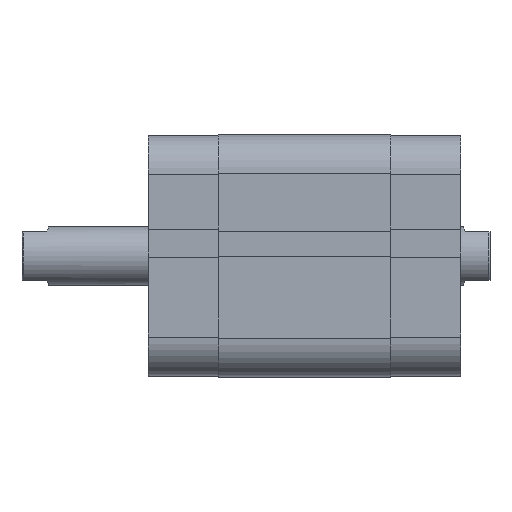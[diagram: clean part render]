
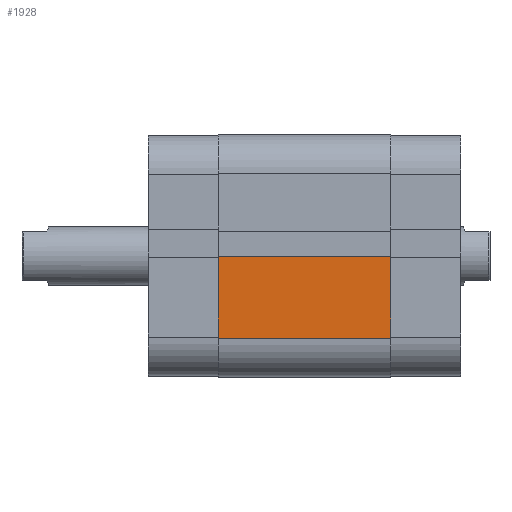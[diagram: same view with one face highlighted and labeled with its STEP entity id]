
A CAD part, top view. The second image highlights one B-rep face of the part: STEP entity #1928.
In plain terms, the highlighted face is planar.
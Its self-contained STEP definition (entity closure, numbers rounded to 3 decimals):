
#143 = EDGE_CURVE ( 'NONE', #1683, #1684, #2745, .T. ) ;
#274 = EDGE_CURVE ( 'NONE', #1684, #1682, #2965, .T. ) ;
#321 = EDGE_CURVE ( 'NONE', #1681, #1682, #3047, .T. ) ;
#1073 = AXIS2_PLACEMENT_3D ( 'NONE', #6424, #6430, #6431 ) ;
#1200 = EDGE_CURVE ( 'NONE', #1683, #1681, #4779, .T. ) ;
#1347 = DIRECTION ( 'NONE',  ( 0., 0., -1. ) ) ;
#1348 = CARTESIAN_POINT ( 'NONE',  ( 0.1, -25., 35.5 ) ) ;
#1681 = VERTEX_POINT ( 'NONE', #5526 ) ;
#1682 = VERTEX_POINT ( 'NONE', #5527 ) ;
#1683 = VERTEX_POINT ( 'NONE', #5528 ) ;
#1684 = VERTEX_POINT ( 'NONE', #5529 ) ;
#1928 = ADVANCED_FACE ( 'NONE', ( #5272 ), #6421, .F. ) ;
#2745 = LINE ( 'NONE', #1348, #2746 ) ;
#2746 = VECTOR ( 'NONE', #1347, 1000. ) ;
#2957 = VECTOR ( 'NONE', #3309, 1000. ) ;
#2965 = LINE ( 'NONE', #3302, #2957 ) ;
#3047 = LINE ( 'NONE', #3415, #3048 ) ;
#3048 = VECTOR ( 'NONE', #3416, 1000. ) ;
#3302 = CARTESIAN_POINT ( 'NONE',  ( 0., -25., 0. ) ) ;
#3309 = DIRECTION ( 'NONE',  ( 1., 0., 0. ) ) ;
#3415 = CARTESIAN_POINT ( 'NONE',  ( 17., -25., 35.5 ) ) ;
#3416 = DIRECTION ( 'NONE',  ( 0., 0., -1. ) ) ;
#4258 = CARTESIAN_POINT ( 'NONE',  ( 0., -25., 35.5 ) ) ;
#4259 = DIRECTION ( 'NONE',  ( 1., 0., 0. ) ) ;
#4767 = VECTOR ( 'NONE', #4259, 1000. ) ;
#4779 = LINE ( 'NONE', #4258, #4767 ) ;
#5272 = FACE_OUTER_BOUND ( 'NONE', #6807, .T. ) ;
#5526 = CARTESIAN_POINT ( 'NONE',  ( 17., -25., 35.5 ) ) ;
#5527 = CARTESIAN_POINT ( 'NONE',  ( 17., -25., 0. ) ) ;
#5528 = CARTESIAN_POINT ( 'NONE',  ( 0.1, -25., 35.5 ) ) ;
#5529 = CARTESIAN_POINT ( 'NONE',  ( 0.1, -25., 0. ) ) ;
#6421 = PLANE ( 'NONE',  #1073 ) ;
#6424 = CARTESIAN_POINT ( 'NONE',  ( 0., -25., 35.5 ) ) ;
#6430 = DIRECTION ( 'NONE',  ( 0., 1., 0. ) ) ;
#6431 = DIRECTION ( 'NONE',  ( -1., 0., 0. ) ) ;
#6786 = ORIENTED_EDGE ( 'NONE', *, *, #321, .F. ) ;
#6807 = EDGE_LOOP ( 'NONE', ( #6810, #6786, #6840, #6823 ) ) ;
#6810 = ORIENTED_EDGE ( 'NONE', *, *, #274, .T. ) ;
#6823 = ORIENTED_EDGE ( 'NONE', *, *, #143, .T. ) ;
#6840 = ORIENTED_EDGE ( 'NONE', *, *, #1200, .F. ) ;
